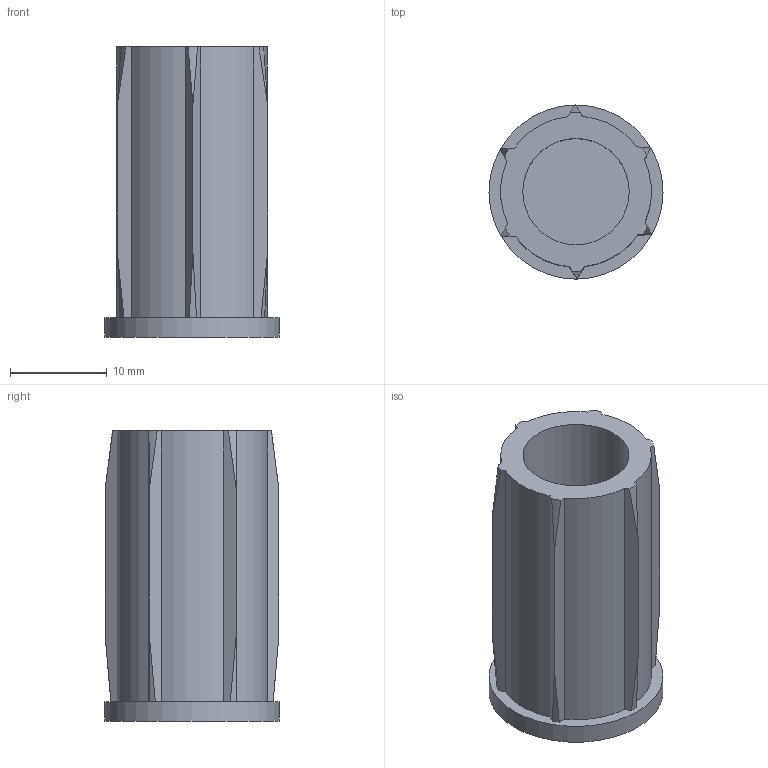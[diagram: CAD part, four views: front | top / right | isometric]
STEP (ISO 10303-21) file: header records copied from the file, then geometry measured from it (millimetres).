
FILE_DESCRIPTION(/* description */ (''),/* implementation_level */ '2;1');
FILE_NAME(/* name */ 'blinds motor adapter v11.step',/* time_stamp */ '2021-06-08T18:36:54+02:00',/* author */ (''),/* organization */ (''),/* preprocessor_version */ 'ST-DEVELOPER v18.1',/* originating_system */ 'Autodesk Translation Framework v10.9.0.1377',/* authorisation */ '');
FILE_SCHEMA (('AUTOMOTIVE_DESIGN { 1 0 10303 214 3 1 1 }'));
Length unit declared in the file: millimetre
Products named in the file (1): blinds motor adapter
Bounding box: 18 x 18 x 30 mm (x, y, z)
Volume: 4043 mm3; surface area: 2985.5 mm2
Topology: 1 solids, 1 shells, 42 faces, 111 edges, 74 vertices
Faces by surface type: plane 21, cone 12, cylinder 9
Full cylindrical faces by diameter (mm): 5.25 x1, 11 x1, 18 x1
Entity records: 1318 total; most frequent: CARTESIAN_POINT 276, ORIENTED_EDGE 222, DIRECTION 207, EDGE_CURVE 111, AXIS2_PLACEMENT_3D 77, VERTEX_POINT 74, LINE 53, VECTOR 53
